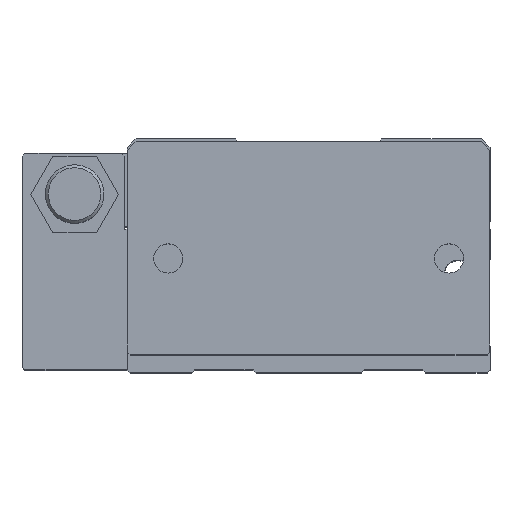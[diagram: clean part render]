
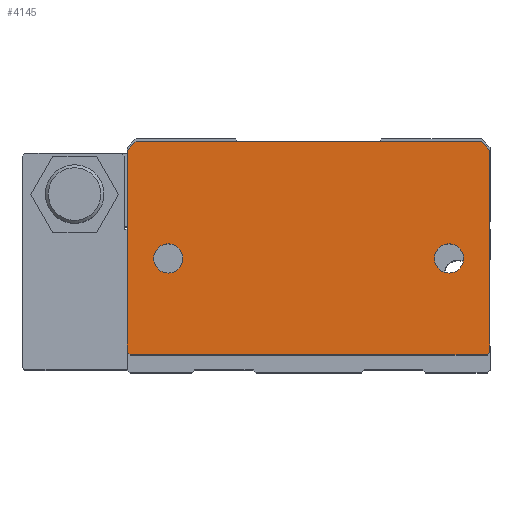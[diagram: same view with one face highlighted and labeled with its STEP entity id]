
A CAD part, top view. The second image highlights one B-rep face of the part: STEP entity #4145.
In plain terms, the highlighted planar face has unit normal (0, 0, 1).
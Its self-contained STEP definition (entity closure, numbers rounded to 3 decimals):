
#57=FACE_BOUND('',#689,.T.);
#58=FACE_BOUND('',#690,.T.);
#235=PLANE('',#4519);
#441=FACE_OUTER_BOUND('',#688,.T.);
#688=EDGE_LOOP('',(#3723,#3724,#3725,#3726,#3727,#3728,#3729,#3730,#3731,
#3732,#3733,#3734,#3735,#3736));
#689=EDGE_LOOP('',(#3737,#3738));
#690=EDGE_LOOP('',(#3739,#3740));
#1070=LINE('',#6608,#1534);
#1072=LINE('',#6613,#1536);
#1079=LINE('',#6627,#1543);
#1082=LINE('',#6631,#1546);
#1083=LINE('',#6633,#1547);
#1136=LINE('',#6773,#1600);
#1137=LINE('',#6775,#1601);
#1138=LINE('',#6776,#1602);
#1139=LINE('',#6778,#1603);
#1140=LINE('',#6780,#1604);
#1141=LINE('',#6782,#1605);
#1142=LINE('',#6784,#1606);
#1143=LINE('',#6786,#1607);
#1144=LINE('',#6787,#1608);
#1534=VECTOR('',#5393,1000.);
#1536=VECTOR('',#5397,1000.);
#1543=VECTOR('',#5408,1000.);
#1546=VECTOR('',#5413,1000.);
#1547=VECTOR('',#5416,1000.);
#1600=VECTOR('',#5541,1000.);
#1601=VECTOR('',#5542,1000.);
#1602=VECTOR('',#5543,1000.);
#1603=VECTOR('',#5544,1000.);
#1604=VECTOR('',#5545,1000.);
#1605=VECTOR('',#5546,1000.);
#1606=VECTOR('',#5547,1000.);
#1607=VECTOR('',#5548,1000.);
#1608=VECTOR('',#5549,1000.);
#1773=CIRCLE('',#4520,2.5);
#1774=CIRCLE('',#4521,2.5);
#1775=CIRCLE('',#4522,2.5);
#1776=CIRCLE('',#4523,2.5);
#2085=VERTEX_POINT('',#6605);
#2086=VERTEX_POINT('',#6607);
#2087=VERTEX_POINT('',#6611);
#2088=VERTEX_POINT('',#6612);
#2092=VERTEX_POINT('',#6625);
#2093=VERTEX_POINT('',#6626);
#2143=VERTEX_POINT('',#6771);
#2144=VERTEX_POINT('',#6772);
#2145=VERTEX_POINT('',#6774);
#2146=VERTEX_POINT('',#6777);
#2147=VERTEX_POINT('',#6779);
#2148=VERTEX_POINT('',#6781);
#2149=VERTEX_POINT('',#6783);
#2150=VERTEX_POINT('',#6785);
#2151=VERTEX_POINT('',#6788);
#2152=VERTEX_POINT('',#6789);
#2153=VERTEX_POINT('',#6792);
#2154=VERTEX_POINT('',#6793);
#2613=EDGE_CURVE('',#2085,#2086,#1070,.T.);
#2615=EDGE_CURVE('',#2087,#2088,#1072,.T.);
#2622=EDGE_CURVE('',#2092,#2093,#1079,.T.);
#2625=EDGE_CURVE('',#2085,#2087,#1082,.T.);
#2626=EDGE_CURVE('',#2086,#2093,#1083,.T.);
#2695=EDGE_CURVE('',#2143,#2144,#1136,.T.);
#2696=EDGE_CURVE('',#2145,#2143,#1137,.T.);
#2697=EDGE_CURVE('',#2145,#2092,#1138,.T.);
#2698=EDGE_CURVE('',#2146,#2088,#1139,.T.);
#2699=EDGE_CURVE('',#2147,#2146,#1140,.T.);
#2700=EDGE_CURVE('',#2147,#2148,#1141,.T.);
#2701=EDGE_CURVE('',#2148,#2149,#1142,.T.);
#2702=EDGE_CURVE('',#2149,#2150,#1143,.T.);
#2703=EDGE_CURVE('',#2150,#2144,#1144,.T.);
#2704=EDGE_CURVE('',#2151,#2152,#1773,.T.);
#2705=EDGE_CURVE('',#2152,#2151,#1774,.T.);
#2706=EDGE_CURVE('',#2153,#2154,#1775,.T.);
#2707=EDGE_CURVE('',#2154,#2153,#1776,.T.);
#3723=ORIENTED_EDGE('',*,*,#2695,.F.);
#3724=ORIENTED_EDGE('',*,*,#2696,.F.);
#3725=ORIENTED_EDGE('',*,*,#2697,.T.);
#3726=ORIENTED_EDGE('',*,*,#2622,.T.);
#3727=ORIENTED_EDGE('',*,*,#2626,.F.);
#3728=ORIENTED_EDGE('',*,*,#2613,.F.);
#3729=ORIENTED_EDGE('',*,*,#2625,.T.);
#3730=ORIENTED_EDGE('',*,*,#2615,.T.);
#3731=ORIENTED_EDGE('',*,*,#2698,.F.);
#3732=ORIENTED_EDGE('',*,*,#2699,.F.);
#3733=ORIENTED_EDGE('',*,*,#2700,.T.);
#3734=ORIENTED_EDGE('',*,*,#2701,.T.);
#3735=ORIENTED_EDGE('',*,*,#2702,.T.);
#3736=ORIENTED_EDGE('',*,*,#2703,.T.);
#3737=ORIENTED_EDGE('',*,*,#2704,.F.);
#3738=ORIENTED_EDGE('',*,*,#2705,.F.);
#3739=ORIENTED_EDGE('',*,*,#2706,.F.);
#3740=ORIENTED_EDGE('',*,*,#2707,.F.);
#4145=ADVANCED_FACE('',(#441,#57,#58),#235,.T.);
#4519=AXIS2_PLACEMENT_3D('',#6770,#5539,#5540);
#4520=AXIS2_PLACEMENT_3D('',#6790,#5550,#5551);
#4521=AXIS2_PLACEMENT_3D('',#6791,#5552,#5553);
#4522=AXIS2_PLACEMENT_3D('',#6794,#5554,#5555);
#4523=AXIS2_PLACEMENT_3D('',#6795,#5556,#5557);
#5393=DIRECTION('',(1.,0.,0.));
#5397=DIRECTION('',(-0.707,-0.707,0.));
#5408=DIRECTION('',(-0.707,0.707,0.));
#5413=DIRECTION('',(0.,1.,0.));
#5416=DIRECTION('',(0.,1.,0.));
#5539=DIRECTION('center_axis',(0.,0.,1.));
#5540=DIRECTION('ref_axis',(1.,0.,0.));
#5541=DIRECTION('',(1.,0.,0.));
#5542=DIRECTION('',(0.,-1.,0.));
#5543=DIRECTION('',(1.,0.,0.));
#5544=DIRECTION('',(-1.,0.,0.));
#5545=DIRECTION('',(0.,1.,0.));
#5546=DIRECTION('',(-1.,0.,0.));
#5547=DIRECTION('',(0.707,-0.707,0.));
#5548=DIRECTION('',(1.,0.,0.));
#5549=DIRECTION('',(0.707,0.707,0.));
#5550=DIRECTION('center_axis',(0.,0.,1.));
#5551=DIRECTION('ref_axis',(1.,0.,0.));
#5552=DIRECTION('center_axis',(0.,0.,1.));
#5553=DIRECTION('ref_axis',(1.,0.,0.));
#5554=DIRECTION('center_axis',(0.,0.,1.));
#5555=DIRECTION('ref_axis',(1.,0.,0.));
#5556=DIRECTION('center_axis',(0.,0.,1.));
#5557=DIRECTION('ref_axis',(1.,0.,0.));
#6605=CARTESIAN_POINT('',(-29.5,36.499,0.));
#6607=CARTESIAN_POINT('',(29.5,36.499,0.));
#6608=CARTESIAN_POINT('',(-29.5,36.499,0.));
#6611=CARTESIAN_POINT('',(-29.5,36.5,0.));
#6612=CARTESIAN_POINT('',(-31.,35.,0.));
#6613=CARTESIAN_POINT('',(-31.,35.,0.));
#6625=CARTESIAN_POINT('',(31.,35.,0.));
#6626=CARTESIAN_POINT('',(29.5,36.5,0.));
#6627=CARTESIAN_POINT('',(29.5,36.5,0.));
#6631=CARTESIAN_POINT('',(-29.5,36.499,0.));
#6633=CARTESIAN_POINT('',(29.5,36.499,0.));
#6770=CARTESIAN_POINT('Origin',(0.,-30.5,0.));
#6771=CARTESIAN_POINT('',(30.999,0.5,0.));
#6772=CARTESIAN_POINT('',(31.,0.5,0.));
#6773=CARTESIAN_POINT('',(30.999,0.5,0.));
#6774=CARTESIAN_POINT('',(30.999,35.,0.));
#6775=CARTESIAN_POINT('',(30.999,35.,0.));
#6776=CARTESIAN_POINT('',(30.999,35.,0.));
#6777=CARTESIAN_POINT('',(-30.999,35.,0.));
#6778=CARTESIAN_POINT('',(-30.999,35.,0.));
#6779=CARTESIAN_POINT('',(-30.999,0.5,0.));
#6780=CARTESIAN_POINT('',(-30.999,0.5,0.));
#6781=CARTESIAN_POINT('',(-31.,0.5,0.));
#6782=CARTESIAN_POINT('',(-30.999,0.5,0.));
#6783=CARTESIAN_POINT('',(-30.5,0.,0.));
#6784=CARTESIAN_POINT('',(-31.,0.5,0.));
#6785=CARTESIAN_POINT('',(30.5,0.,0.));
#6786=CARTESIAN_POINT('',(-30.5,0.,0.));
#6787=CARTESIAN_POINT('',(30.5,0.,0.));
#6788=CARTESIAN_POINT('',(-21.5,16.5,0.));
#6789=CARTESIAN_POINT('',(-26.5,16.5,0.));
#6790=CARTESIAN_POINT('Origin',(-24.,16.5,0.));
#6791=CARTESIAN_POINT('Origin',(-24.,16.5,0.));
#6792=CARTESIAN_POINT('',(26.5,16.5,0.));
#6793=CARTESIAN_POINT('',(21.5,16.5,0.));
#6794=CARTESIAN_POINT('Origin',(24.,16.5,0.));
#6795=CARTESIAN_POINT('Origin',(24.,16.5,0.));
